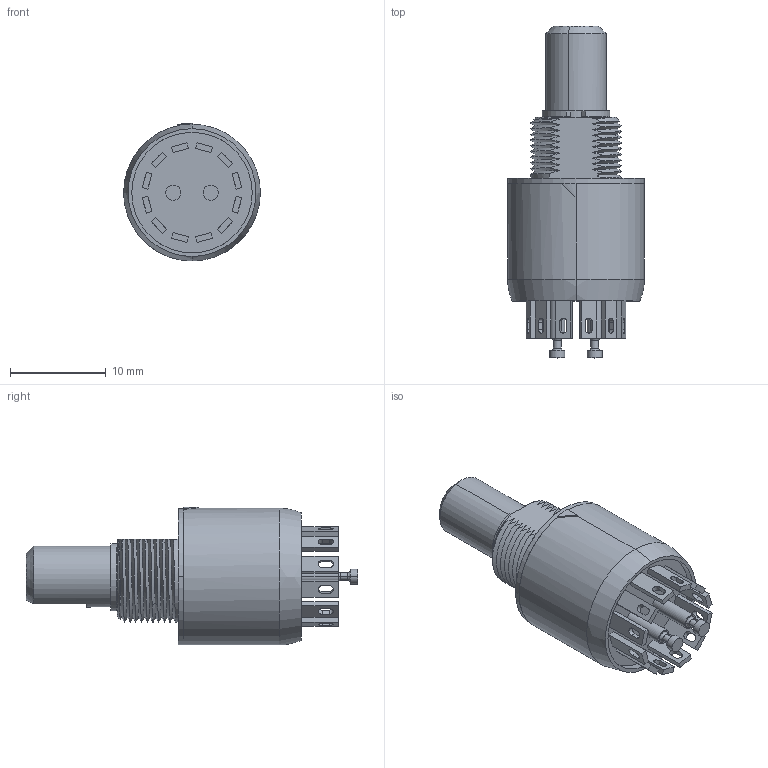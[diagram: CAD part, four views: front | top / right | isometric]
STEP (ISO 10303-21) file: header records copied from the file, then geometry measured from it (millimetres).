
FILE_DESCRIPTION((''),'2;1');
FILE_NAME('51KST30-01-2-XXN_SW0001','2013-07-18T',('Administrator'),(''),'PRO/ENGINEER BY PARAMETRIC TECHNOLOGY CORPORATION, 2006200','PRO/ENGINEER BY PARAMETRIC TECHNOLOGY CORPORATION, 2006200','');
FILE_SCHEMA(('CONFIG_CONTROL_DESIGN'));
Length unit declared in the file: inch
Products named in the file (1): 51KST30-01-2-XXN_SW0001
Bounding box: 14.27 x 34.65 x 14.4 mm (x, y, z)
Volume: 1526.2 mm3; surface area: 3222.8 mm2
Topology: 3 solids, 3 shells, 904 faces, 2489 edges, 1654 vertices
Faces by surface type: plane 743, cylinder 111, bspline 30, cone 12, torus 8
Entity records: 40875 total; most frequent: CARTESIAN_POINT 8500, ORIENTED_EDGE 4978, DIRECTION 4415, EDGE_CURVE 2489, VECTOR 2105, LINE 2105, VERTEX_POINT 1654, FILL_AREA_STYLE_COLOUR 1486
